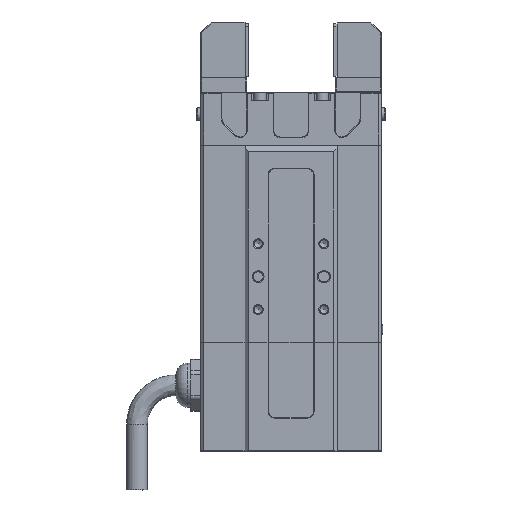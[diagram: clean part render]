
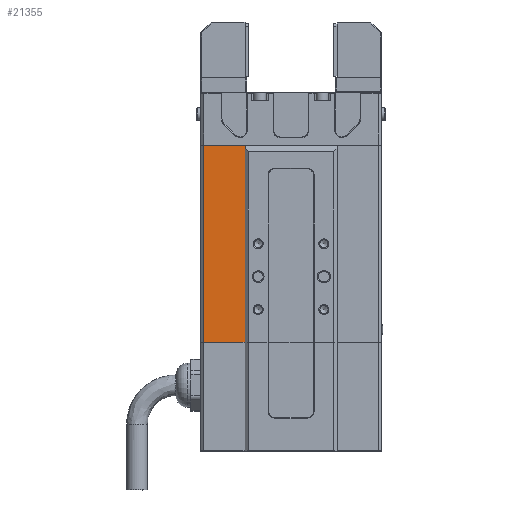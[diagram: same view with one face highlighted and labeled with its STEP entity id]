
A CAD part, top view. The second image highlights one B-rep face of the part: STEP entity #21355.
In plain terms, the highlighted planar face has unit normal (0, 0, 1).
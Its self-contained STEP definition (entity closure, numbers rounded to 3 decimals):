
#827 = LINE ( 'NONE', #8772, #1364 ) ;
#1028 = VECTOR ( 'NONE', #21747, 1000. ) ;
#1097 = PLANE ( 'NONE',  #22524 ) ;
#1146 = EDGE_LOOP ( 'NONE', ( #13977, #14355, #3330, #19946 ) ) ;
#1364 = VECTOR ( 'NONE', #15839, 1000. ) ;
#2539 = CARTESIAN_POINT ( 'NONE',  ( -92.5, -60., 13. ) ) ;
#2598 = EDGE_CURVE ( 'NONE', #23129, #15494, #22679, .T. ) ;
#3330 = ORIENTED_EDGE ( 'NONE', *, *, #17389, .F. ) ;
#4272 = DIRECTION ( 'NONE',  ( 0., 0., -1. ) ) ;
#5068 = CARTESIAN_POINT ( 'NONE',  ( -91.5, -60., 13. ) ) ;
#5106 = CARTESIAN_POINT ( 'NONE',  ( -92.5, 0., 13. ) ) ;
#5237 = FACE_OUTER_BOUND ( 'NONE', #1146, .T. ) ;
#5320 = EDGE_CURVE ( 'NONE', #20932, #23129, #5782, .T. ) ;
#5782 = LINE ( 'NONE', #19789, #1028 ) ;
#8398 = CARTESIAN_POINT ( 'NONE',  ( -79., 0., 13. ) ) ;
#8642 = VECTOR ( 'NONE', #15856, 1000. ) ;
#8772 = CARTESIAN_POINT ( 'NONE',  ( -91.5, -60., 13. ) ) ;
#10740 = VECTOR ( 'NONE', #21561, 1000. ) ;
#12638 = EDGE_CURVE ( 'NONE', #15494, #22110, #827, .T. ) ;
#13977 = ORIENTED_EDGE ( 'NONE', *, *, #2598, .T. ) ;
#14355 = ORIENTED_EDGE ( 'NONE', *, *, #12638, .T. ) ;
#15494 = VERTEX_POINT ( 'NONE', #21363 ) ;
#15839 = DIRECTION ( 'NONE',  ( 0., -1., 0. ) ) ;
#15856 = DIRECTION ( 'NONE',  ( -1., 0., 0. ) ) ;
#16351 = LINE ( 'NONE', #18240, #10740 ) ;
#17389 = EDGE_CURVE ( 'NONE', #20932, #22110, #16351, .T. ) ;
#17945 = CARTESIAN_POINT ( 'NONE',  ( -79., -60., 13. ) ) ;
#18240 = CARTESIAN_POINT ( 'NONE',  ( -92.5, -60., 13. ) ) ;
#19789 = CARTESIAN_POINT ( 'NONE',  ( -79., -60., 13. ) ) ;
#19946 = ORIENTED_EDGE ( 'NONE', *, *, #5320, .T. ) ;
#20522 = DIRECTION ( 'NONE',  ( 1., 0., 0. ) ) ;
#20932 = VERTEX_POINT ( 'NONE', #17945 ) ;
#21355 = ADVANCED_FACE ( 'NONE', ( #5237 ), #1097, .F. ) ;
#21363 = CARTESIAN_POINT ( 'NONE',  ( -91.5, 0., 13. ) ) ;
#21561 = DIRECTION ( 'NONE',  ( -1., 0., 0. ) ) ;
#21747 = DIRECTION ( 'NONE',  ( 0., 1., 0. ) ) ;
#22110 = VERTEX_POINT ( 'NONE', #5068 ) ;
#22524 = AXIS2_PLACEMENT_3D ( 'NONE', #2539, #4272, #20522 ) ;
#22679 = LINE ( 'NONE', #5106, #8642 ) ;
#23129 = VERTEX_POINT ( 'NONE', #8398 ) ;
